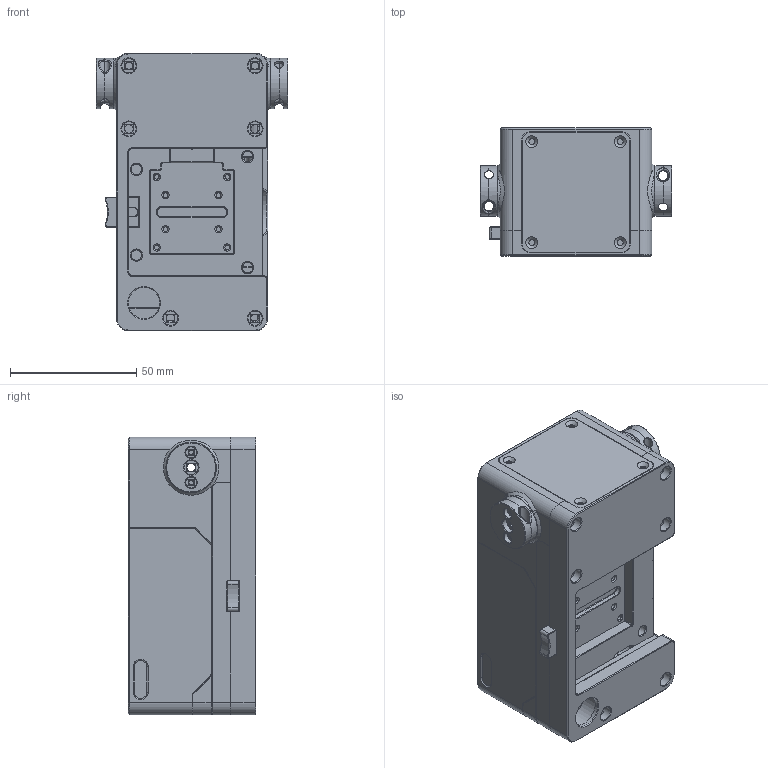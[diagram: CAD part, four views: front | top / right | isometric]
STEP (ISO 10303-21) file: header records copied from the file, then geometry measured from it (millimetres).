
FILE_DESCRIPTION(/* description */ (''),/* implementation_level */ '2;1');
FILE_NAME(/* name */ 'SLP3 v129.step',/* time_stamp */ '2024-10-14T16:58:01+02:00',/* author */ (''),/* organization */ (''),/* preprocessor_version */ 'ST-DEVELOPER v20',/* originating_system */ 'Autodesk Translation Framework v13.20.0.188',/* authorisation */ '');
FILE_SCHEMA (('AUTOMOTIVE_DESIGN { 1 0 10303 214 3 1 1 }'));
Length unit declared in the file: millimetre
Products named in the file (7): SLP3; Front; Core; Viewfinder; Backdoor; EjectButton; Paracord
Assembly tree (7 placements, depth 2):
  SLP3
    Front
    Core
    Viewfinder
    Backdoor
    Paracord  x2
    EjectButton
Bounding box: 76 x 50.7 x 110 mm (x, y, z)
Volume: 103225 mm3; surface area: 82708.1 mm2
Topology: 12 solids, 12 shells, 1253 faces, 3115 edges, 1890 vertices
Faces by surface type: plane 573, cylinder 348, cone 271, bspline 28, torus 27, sphere 6
Full cylindrical faces by diameter (mm): 1.9 x13, 2.3 x14, 2.4 x4, 2.8 x1, 2.9 x2, 3 x4, 3.3 x15, 4.1 x6, 4.2 x6, 4.25 x4, 4.3 x4, 5.7 x8, 6 x1, 6.3 x2, 6.4 x4, 12.5 x2, 20 x6
Entity records: 35784 total; most frequent: CARTESIAN_POINT 7326, DIRECTION 6117, ORIENTED_EDGE 5754, EDGE_CURVE 2877, AXIS2_PLACEMENT_3D 2174, LINE 1769, VECTOR 1769, VERTEX_POINT 1751
